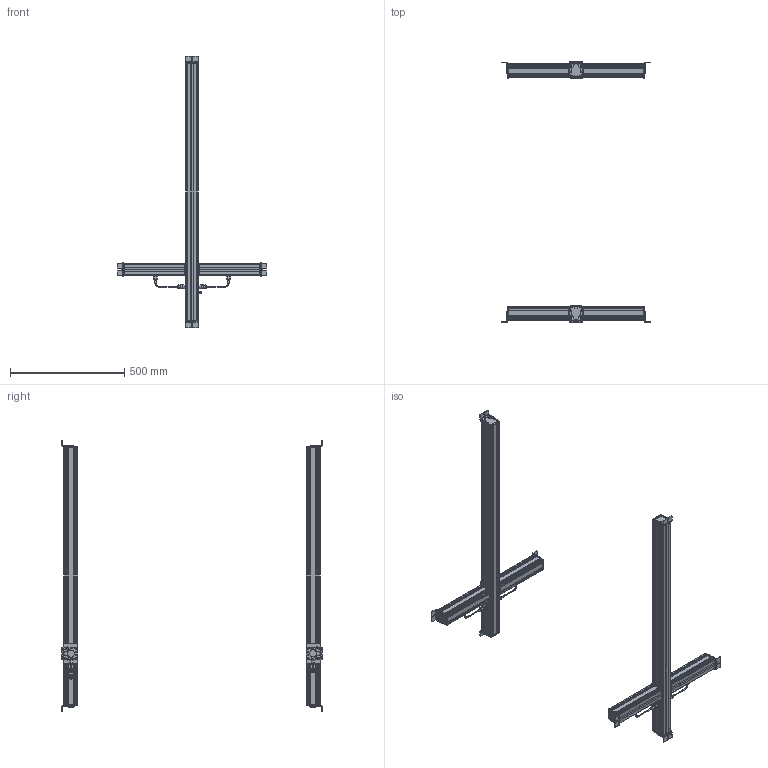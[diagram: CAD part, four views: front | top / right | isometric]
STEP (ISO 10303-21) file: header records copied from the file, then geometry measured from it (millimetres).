
FILE_DESCRIPTION(('CATIA V5 STEP Exchange'),'2;1');
FILE_NAME('SG-230-36-T.stp','2015-09-02T13:23:51+00:00',('none'),('none'),'CATIA Version 5 Release 18 GA (IN-10)','CATIA V5 STEP AP203','none');
FILE_SCHEMA(('CONFIG_CONTROL_DESIGN'));
Products named in the file (3): SG-14_30_40-06-T; SG-14_30_40-06 RX-T HEAD; SG-14_30_40-06 TX-T HEAD
Assembly tree (6 placements, depth 3):
  SG-14_30_40-06-T
    SG-14_30_40-06 RX-T HEAD
      #62
      #67830
    SG-14_30_40-06 TX-T HEAD
      #77528
      #67830
Bounding box: 653 x 1137.77 x 1186 mm (x, y, z)
Volume: 10041048.7 mm3; surface area: 1905765.6 mm2
Topology: 119 solids, 119 shells, 4003 faces, 10362 edges, 6791 vertices
Faces by surface type: cylinder 1918, plane 1604, cone 237, bspline 220, torus 24
Entity records: 143886 total; most frequent: CARTESIAN_POINT 58766, ORIENTED_EDGE 19560, DIRECTION 13496, EDGE_CURVE 9780, VERTEX_POINT 6408, AXIS2_PLACEMENT_3D 5297, VECTOR 4905, LINE 4905
